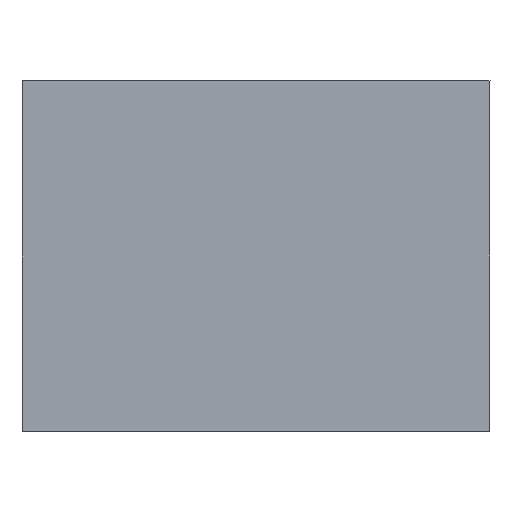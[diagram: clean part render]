
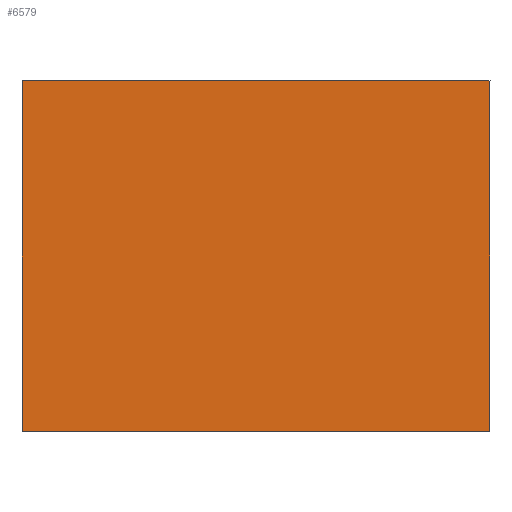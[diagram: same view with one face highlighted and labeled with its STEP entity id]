
A CAD part, left-side view. The second image highlights one B-rep face of the part: STEP entity #6579.
In plain terms, the highlighted planar face has unit normal (-1, 0, 0).
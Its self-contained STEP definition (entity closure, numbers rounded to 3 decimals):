
#1270=ORIENTED_EDGE('',*,*,#2716,.T.);
#1271=ORIENTED_EDGE('',*,*,#2722,.T.);
#1272=ORIENTED_EDGE('',*,*,#2712,.T.);
#1273=ORIENTED_EDGE('',*,*,#2708,.T.);
#2708=EDGE_CURVE('',#3518,#3517,#4226,.T.);
#2712=EDGE_CURVE('',#3521,#3518,#4230,.T.);
#2716=EDGE_CURVE('',#3517,#3523,#4234,.T.);
#2722=EDGE_CURVE('',#3523,#3521,#4240,.T.);
#3517=VERTEX_POINT('',#11438);
#3518=VERTEX_POINT('',#11440);
#3521=VERTEX_POINT('',#11448);
#3523=VERTEX_POINT('',#11454);
#4226=LINE('',#11439,#5020);
#4230=LINE('',#11447,#5024);
#4234=LINE('',#11455,#5028);
#4240=LINE('',#11463,#5034);
#5020=VECTOR('',#9514,1000.);
#5024=VECTOR('',#9520,1000.);
#5028=VECTOR('',#9526,1000.);
#5034=VECTOR('',#9536,1000.);
#5600=EDGE_LOOP('',(#1270,#1271,#1272,#1273));
#5960=FACE_BOUND('',#5600,.T.);
#6270=PLANE('',#8343);
#6579=ADVANCED_FACE('',(#5960),#6270,.T.);
#8343=AXIS2_PLACEMENT_3D('',#11464,#9537,#9538);
#9514=DIRECTION('',(0.,1.,0.));
#9520=DIRECTION('',(0.,0.,1.));
#9526=DIRECTION('',(0.,0.,-1.));
#9536=DIRECTION('',(0.,-1.,0.));
#9537=DIRECTION('',(-1.,0.,0.));
#9538=DIRECTION('',(0.,0.,1.));
#11438=CARTESIAN_POINT('',(-0.39,0.8,0.6));
#11439=CARTESIAN_POINT('',(-0.39,-0.8,0.6));
#11440=CARTESIAN_POINT('',(-0.39,-0.8,0.6));
#11447=CARTESIAN_POINT('',(-0.39,-0.8,-0.6));
#11448=CARTESIAN_POINT('',(-0.39,-0.8,-0.6));
#11454=CARTESIAN_POINT('',(-0.39,0.8,-0.6));
#11455=CARTESIAN_POINT('',(-0.39,0.8,0.6));
#11463=CARTESIAN_POINT('',(-0.39,0.8,-0.6));
#11464=CARTESIAN_POINT('',(-0.39,0.,0.));
